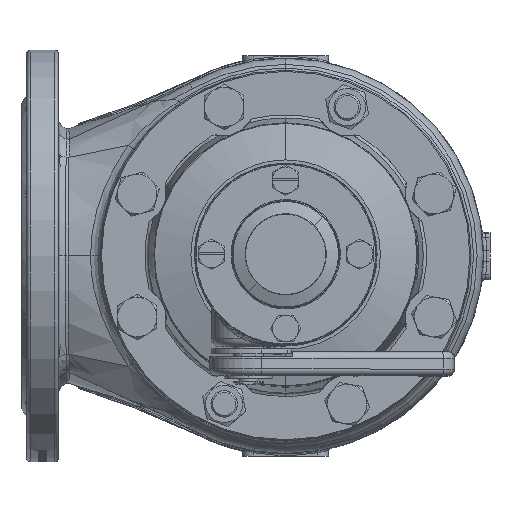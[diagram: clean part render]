
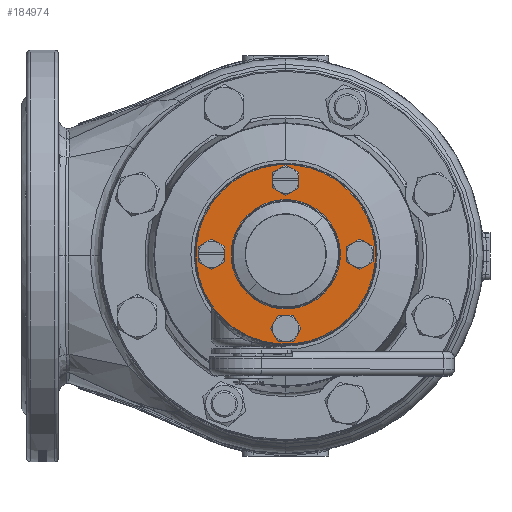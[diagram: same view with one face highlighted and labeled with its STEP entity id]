
A CAD part, top view. The second image highlights one B-rep face of the part: STEP entity #184974.
In plain terms, the highlighted planar face has unit normal (0, 0, 1).
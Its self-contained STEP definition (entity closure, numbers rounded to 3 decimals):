
#183958=CARTESIAN_POINT('',(38.537,38.537,571.9));
#183959=VERTEX_POINT('',#183958);
#183960=CARTESIAN_POINT('',(-38.537,-38.537,571.9));
#183961=VERTEX_POINT('',#183960);
#183962=CARTESIAN_POINT('',(0.,0.,571.9));
#183963=DIRECTION('',(0.,-0.,1.));
#183964=DIRECTION('',(-0.707,-0.707,0.));
#183965=AXIS2_PLACEMENT_3D('',#183962,#183963,#183964);
#183966=CIRCLE('',#183965,54.5);
#183967=EDGE_CURVE('NONE',#183959,#183961,#183966,.T.);
#184053=CARTESIAN_POINT('',(41.111,-3.889,571.9));
#184054=VERTEX_POINT('',#184053);
#184061=CARTESIAN_POINT('',(48.889,3.889,571.9));
#184062=VERTEX_POINT('',#184061);
#184063=CARTESIAN_POINT('',(45.,0.,571.9));
#184064=DIRECTION('',(0.,-0.,1.));
#184065=DIRECTION('',(0.707,0.707,0.));
#184066=AXIS2_PLACEMENT_3D('',#184063,#184064,#184065);
#184067=CIRCLE('',#184066,5.5);
#184068=EDGE_CURVE('NONE',#184054,#184062,#184067,.T.);
#184095=CARTESIAN_POINT('',(-3.889,41.111,571.9));
#184096=VERTEX_POINT('',#184095);
#184103=CARTESIAN_POINT('',(3.889,48.889,571.9));
#184104=VERTEX_POINT('',#184103);
#184105=CARTESIAN_POINT('',(0.,45.,571.9));
#184106=DIRECTION('',(0.,-0.,1.));
#184107=DIRECTION('',(0.707,0.707,0.));
#184108=AXIS2_PLACEMENT_3D('',#184105,#184106,#184107);
#184109=CIRCLE('',#184108,5.5);
#184110=EDGE_CURVE('NONE',#184096,#184104,#184109,.T.);
#184137=CARTESIAN_POINT('',(-48.889,-3.889,571.9));
#184138=VERTEX_POINT('',#184137);
#184145=CARTESIAN_POINT('',(-41.111,3.889,571.9));
#184146=VERTEX_POINT('',#184145);
#184147=CARTESIAN_POINT('',(-45.,0.,571.9));
#184148=DIRECTION('',(0.,-0.,1.));
#184149=DIRECTION('',(0.707,0.707,0.));
#184150=AXIS2_PLACEMENT_3D('',#184147,#184148,#184149);
#184151=CIRCLE('',#184150,5.5);
#184152=EDGE_CURVE('NONE',#184138,#184146,#184151,.T.);
#184179=CARTESIAN_POINT('',(-3.889,-48.889,571.9));
#184180=VERTEX_POINT('',#184179);
#184187=CARTESIAN_POINT('',(3.889,-41.111,571.9));
#184188=VERTEX_POINT('',#184187);
#184189=CARTESIAN_POINT('',(0.,-45.,571.9));
#184190=DIRECTION('',(0.,-0.,1.));
#184191=DIRECTION('',(0.707,0.707,0.));
#184192=AXIS2_PLACEMENT_3D('',#184189,#184190,#184191);
#184193=CIRCLE('',#184192,5.5);
#184194=EDGE_CURVE('NONE',#184180,#184188,#184193,.T.);
#184252=CARTESIAN_POINT('',(23.476,23.476,571.9));
#184253=VERTEX_POINT('',#184252);
#184254=CARTESIAN_POINT('',(-23.476,-23.476,571.9));
#184255=VERTEX_POINT('',#184254);
#184256=CARTESIAN_POINT('',(0.,0.,571.9));
#184257=DIRECTION('',(-0.,0.,-1.));
#184258=DIRECTION('',(-0.707,-0.707,0.));
#184259=AXIS2_PLACEMENT_3D('',#184256,#184257,#184258);
#184260=CIRCLE('',#184259,33.2);
#184261=EDGE_CURVE('NONE',#184253,#184255,#184260,.T.);
#184909=CARTESIAN_POINT('',(38.891,-38.891,571.9));
#184910=DIRECTION('',(0.,0.,-1.));
#184911=DIRECTION('',(-0.707,-0.707,0.));
#184912=AXIS2_PLACEMENT_3D('',#184909,#184910,#184911);
#184913=PLANE('',#184912);
#184914=CARTESIAN_POINT('',(0.,0.,571.9));
#184915=DIRECTION('',(0.,-0.,1.));
#184916=DIRECTION('',(-0.707,-0.707,0.));
#184917=AXIS2_PLACEMENT_3D('',#184914,#184915,#184916);
#184918=CIRCLE('',#184917,54.5);
#184919=EDGE_CURVE('NONE',#183961,#183959,#184918,.T.);
#184920=ORIENTED_EDGE('',*,*,#184919,.T.);
#184921=ORIENTED_EDGE('',*,*,#183967,.T.);
#184922=EDGE_LOOP('',(#184920,#184921));
#184923=FACE_BOUND('',#184922,.T.);
#184924=CARTESIAN_POINT('',(45.,0.,571.9));
#184925=DIRECTION('',(0.,-0.,1.));
#184926=DIRECTION('',(0.707,0.707,0.));
#184927=AXIS2_PLACEMENT_3D('',#184924,#184925,#184926);
#184928=CIRCLE('',#184927,5.5);
#184929=EDGE_CURVE('NONE',#184062,#184054,#184928,.T.);
#184930=ORIENTED_EDGE('',*,*,#184929,.F.);
#184931=ORIENTED_EDGE('',*,*,#184068,.F.);
#184932=EDGE_LOOP('',(#184930,#184931));
#184933=FACE_BOUND('',#184932,.T.);
#184934=CARTESIAN_POINT('',(0.,45.,571.9));
#184935=DIRECTION('',(0.,-0.,1.));
#184936=DIRECTION('',(0.707,0.707,0.));
#184937=AXIS2_PLACEMENT_3D('',#184934,#184935,#184936);
#184938=CIRCLE('',#184937,5.5);
#184939=EDGE_CURVE('NONE',#184104,#184096,#184938,.T.);
#184940=ORIENTED_EDGE('',*,*,#184939,.F.);
#184941=ORIENTED_EDGE('',*,*,#184110,.F.);
#184942=EDGE_LOOP('',(#184940,#184941));
#184943=FACE_BOUND('',#184942,.T.);
#184944=CARTESIAN_POINT('',(-45.,0.,571.9));
#184945=DIRECTION('',(0.,-0.,1.));
#184946=DIRECTION('',(0.707,0.707,0.));
#184947=AXIS2_PLACEMENT_3D('',#184944,#184945,#184946);
#184948=CIRCLE('',#184947,5.5);
#184949=EDGE_CURVE('NONE',#184146,#184138,#184948,.T.);
#184950=ORIENTED_EDGE('',*,*,#184949,.F.);
#184951=ORIENTED_EDGE('',*,*,#184152,.F.);
#184952=EDGE_LOOP('',(#184950,#184951));
#184953=FACE_BOUND('',#184952,.T.);
#184954=CARTESIAN_POINT('',(0.,-45.,571.9));
#184955=DIRECTION('',(0.,-0.,1.));
#184956=DIRECTION('',(0.707,0.707,0.));
#184957=AXIS2_PLACEMENT_3D('',#184954,#184955,#184956);
#184958=CIRCLE('',#184957,5.5);
#184959=EDGE_CURVE('NONE',#184188,#184180,#184958,.T.);
#184960=ORIENTED_EDGE('',*,*,#184959,.F.);
#184961=ORIENTED_EDGE('',*,*,#184194,.F.);
#184962=EDGE_LOOP('',(#184960,#184961));
#184963=FACE_BOUND('',#184962,.T.);
#184964=CARTESIAN_POINT('',(0.,0.,571.9));
#184965=DIRECTION('',(-0.,0.,-1.));
#184966=DIRECTION('',(-0.707,-0.707,0.));
#184967=AXIS2_PLACEMENT_3D('',#184964,#184965,#184966);
#184968=CIRCLE('',#184967,33.2);
#184969=EDGE_CURVE('NONE',#184255,#184253,#184968,.T.);
#184970=ORIENTED_EDGE('',*,*,#184969,.T.);
#184971=ORIENTED_EDGE('',*,*,#184261,.T.);
#184972=EDGE_LOOP('',(#184970,#184971));
#184973=FACE_BOUND('',#184972,.T.);
#184974=ADVANCED_FACE('NONE',(#184923,#184933,#184943,#184953,#184963,#184973),#184913,.F.);
